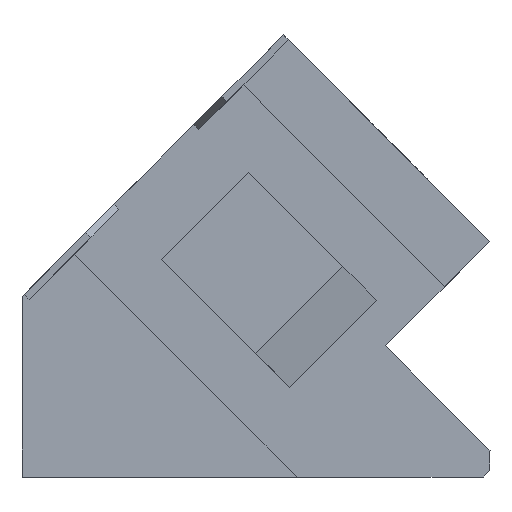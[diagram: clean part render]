
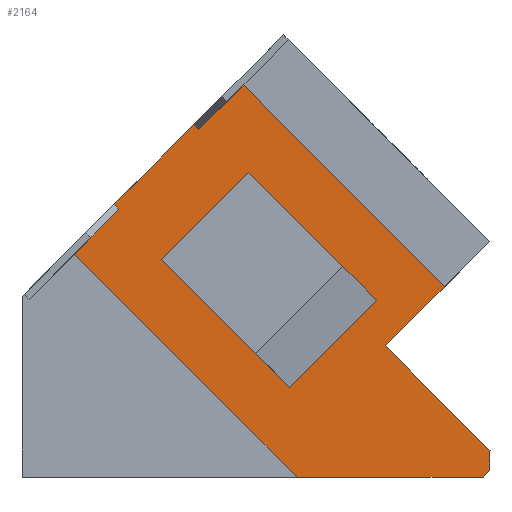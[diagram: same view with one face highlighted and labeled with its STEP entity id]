
A CAD part, left-side view. The second image highlights one B-rep face of the part: STEP entity #2164.
In plain terms, the highlighted planar face has unit normal (-1, 0, 0).
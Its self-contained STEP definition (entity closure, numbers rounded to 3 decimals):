
#2123=AXIS2_PLACEMENT_3D('Plane Axis2P3D',#2120,#2121,#2122) ;
#41=CARTESIAN_POINT('Vertex',(1.13,9.343,6.196)) ;
#57=CARTESIAN_POINT('Vertex',(1.13,6.868,8.671)) ;
#60=CARTESIAN_POINT('Line Origine',(1.13,8.106,7.433)) ;
#77=CARTESIAN_POINT('Line Origine',(1.13,7.522,4.375)) ;
#81=CARTESIAN_POINT('Vertex',(1.13,5.701,2.554)) ;
#136=CARTESIAN_POINT('Vertex',(1.13,3.227,5.029)) ;
#139=CARTESIAN_POINT('Line Origine',(1.13,5.047,6.85)) ;
#156=CARTESIAN_POINT('Line Origine',(1.13,4.464,3.792)) ;
#651=CARTESIAN_POINT('Vertex',(1.13,10.69,7.748)) ;
#654=CARTESIAN_POINT('Line Origine',(1.13,9.555,8.883)) ;
#658=CARTESIAN_POINT('Vertex',(1.13,8.42,10.018)) ;
#1195=CARTESIAN_POINT('Vertex',(1.13,0.876,5.825)) ;
#1198=CARTESIAN_POINT('Line Origine',(1.13,1.923,4.777)) ;
#1202=CARTESIAN_POINT('Vertex',(1.13,2.97,3.73)) ;
#1276=CARTESIAN_POINT('Line Origine',(1.13,1.485,2.245)) ;
#1280=CARTESIAN_POINT('Vertex',(1.13,0.,0.76)) ;
#1390=CARTESIAN_POINT('Line Origine',(1.13,8.35,9.947)) ;
#1394=CARTESIAN_POINT('Vertex',(1.13,8.279,9.876)) ;
#1422=CARTESIAN_POINT('Line Origine',(1.13,10.619,7.677)) ;
#1426=CARTESIAN_POINT('Vertex',(1.13,10.549,7.606)) ;
#1564=CARTESIAN_POINT('Vertex',(1.13,12.224,5.93)) ;
#1567=CARTESIAN_POINT('Line Origine',(1.13,11.387,6.768)) ;
#1582=CARTESIAN_POINT('Line Origine',(1.13,7.441,10.714)) ;
#1586=CARTESIAN_POINT('Vertex',(1.13,6.603,11.552)) ;
#1629=CARTESIAN_POINT('Vertex',(1.13,6.294,0.)) ;
#1634=CARTESIAN_POINT('Line Origine',(1.13,9.259,2.965)) ;
#1769=CARTESIAN_POINT('Line Origine',(1.13,3.739,8.688)) ;
#2120=CARTESIAN_POINT('Axis2P3D Location',(1.13,-2.475,2.475)) ;
#2125=CARTESIAN_POINT('Line Origine',(1.13,0.097,0.097)) ;
#2129=CARTESIAN_POINT('Vertex',(1.13,0.,0.195)) ;
#2131=CARTESIAN_POINT('Vertex',(1.13,0.195,0.)) ;
#2134=CARTESIAN_POINT('Line Origine',(1.13,0.,0.477)) ;
#2139=CARTESIAN_POINT('Line Origine',(1.13,3.244,0.)) ;
#61=DIRECTION('Vector Direction',(0.,0.707,-0.707)) ;
#78=DIRECTION('Vector Direction',(0.,-0.707,-0.707)) ;
#140=DIRECTION('Vector Direction',(0.,-0.707,-0.707)) ;
#157=DIRECTION('Vector Direction',(0.,0.707,-0.707)) ;
#655=DIRECTION('Vector Direction',(0.,-0.707,0.707)) ;
#1199=DIRECTION('Vector Direction',(0.,-0.707,0.707)) ;
#1277=DIRECTION('Vector Direction',(0.,-0.707,-0.707)) ;
#1391=DIRECTION('Vector Direction',(0.,-0.707,-0.707)) ;
#1423=DIRECTION('Vector Direction',(0.,-0.707,-0.707)) ;
#1568=DIRECTION('Vector Direction',(0.,0.707,-0.707)) ;
#1583=DIRECTION('Vector Direction',(0.,0.707,-0.707)) ;
#1635=DIRECTION('Vector Direction',(0.,0.707,0.707)) ;
#1770=DIRECTION('Vector Direction',(0.,0.707,0.707)) ;
#2121=DIRECTION('Axis2P3D Direction',(1.,0.,0.)) ;
#2122=DIRECTION('Axis2P3D XDirection',(0.,0.707,-0.707)) ;
#2126=DIRECTION('Vector Direction',(0.,0.707,-0.707)) ;
#2135=DIRECTION('Vector Direction',(0.,0.,1.)) ;
#2140=DIRECTION('Vector Direction',(0.,1.,0.)) ;
#62=VECTOR('Line Direction',#61,1.) ;
#79=VECTOR('Line Direction',#78,1.) ;
#141=VECTOR('Line Direction',#140,1.) ;
#158=VECTOR('Line Direction',#157,1.) ;
#656=VECTOR('Line Direction',#655,1.) ;
#1200=VECTOR('Line Direction',#1199,1.) ;
#1278=VECTOR('Line Direction',#1277,1.) ;
#1392=VECTOR('Line Direction',#1391,1.) ;
#1424=VECTOR('Line Direction',#1423,1.) ;
#1569=VECTOR('Line Direction',#1568,1.) ;
#1584=VECTOR('Line Direction',#1583,1.) ;
#1636=VECTOR('Line Direction',#1635,1.) ;
#1771=VECTOR('Line Direction',#1770,1.) ;
#2127=VECTOR('Line Direction',#2126,1.) ;
#2136=VECTOR('Line Direction',#2135,1.) ;
#2141=VECTOR('Line Direction',#2140,1.) ;
#2145=ORIENTED_EDGE('',*,*,#2133,.F.) ;
#2146=ORIENTED_EDGE('',*,*,#2138,.T.) ;
#2147=ORIENTED_EDGE('',*,*,#1282,.F.) ;
#2148=ORIENTED_EDGE('',*,*,#1204,.T.) ;
#2149=ORIENTED_EDGE('',*,*,#1773,.T.) ;
#2150=ORIENTED_EDGE('',*,*,#1588,.F.) ;
#2151=ORIENTED_EDGE('',*,*,#1396,.F.) ;
#2152=ORIENTED_EDGE('',*,*,#660,.F.) ;
#2153=ORIENTED_EDGE('',*,*,#1428,.T.) ;
#2154=ORIENTED_EDGE('',*,*,#1571,.F.) ;
#2155=ORIENTED_EDGE('',*,*,#1638,.F.) ;
#2156=ORIENTED_EDGE('',*,*,#2143,.F.) ;
#2159=ORIENTED_EDGE('',*,*,#160,.T.) ;
#2160=ORIENTED_EDGE('',*,*,#83,.T.) ;
#2161=ORIENTED_EDGE('',*,*,#64,.F.) ;
#2162=ORIENTED_EDGE('',*,*,#143,.F.) ;
#2163=FACE_BOUND('',#2158,.T.) ;
#2164=ADVANCED_FACE('Hauptkoerper',(#2157,#2163),#2124,.F.) ;
#64=EDGE_CURVE('',#58,#42,#63,.T.) ;
#83=EDGE_CURVE('',#82,#42,#80,.F.) ;
#143=EDGE_CURVE('',#137,#58,#142,.F.) ;
#160=EDGE_CURVE('',#137,#82,#159,.T.) ;
#660=EDGE_CURVE('',#652,#659,#657,.T.) ;
#1204=EDGE_CURVE('',#1203,#1196,#1201,.T.) ;
#1282=EDGE_CURVE('',#1203,#1281,#1279,.T.) ;
#1396=EDGE_CURVE('',#659,#1395,#1393,.T.) ;
#1428=EDGE_CURVE('',#652,#1427,#1425,.T.) ;
#1571=EDGE_CURVE('',#1565,#1427,#1570,.F.) ;
#1588=EDGE_CURVE('',#1395,#1587,#1585,.F.) ;
#1638=EDGE_CURVE('',#1630,#1565,#1637,.T.) ;
#1773=EDGE_CURVE('',#1196,#1587,#1772,.T.) ;
#2133=EDGE_CURVE('',#2130,#2132,#2128,.T.) ;
#2138=EDGE_CURVE('',#2130,#1281,#2137,.T.) ;
#2143=EDGE_CURVE('',#2132,#1630,#2142,.T.) ;
#2144=EDGE_LOOP('',(#2145,#2146,#2147,#2148,#2149,#2150,#2151,#2152,#2153,#2154,#2155,#2156)) ;
#2158=EDGE_LOOP('',(#2159,#2160,#2161,#2162)) ;
#2157=FACE_OUTER_BOUND('',#2144,.T.) ;
#63=LINE('Line',#60,#62) ;
#80=LINE('Line',#77,#79) ;
#142=LINE('Line',#139,#141) ;
#159=LINE('Line',#156,#158) ;
#657=LINE('Line',#654,#656) ;
#1201=LINE('Line',#1198,#1200) ;
#1279=LINE('Line',#1276,#1278) ;
#1393=LINE('Line',#1390,#1392) ;
#1425=LINE('Line',#1422,#1424) ;
#1570=LINE('Line',#1567,#1569) ;
#1585=LINE('Line',#1582,#1584) ;
#1637=LINE('Line',#1634,#1636) ;
#1772=LINE('Line',#1769,#1771) ;
#2128=LINE('Line',#2125,#2127) ;
#2137=LINE('Line',#2134,#2136) ;
#2142=LINE('Line',#2139,#2141) ;
#2124=PLANE('',#2123) ;
#42=VERTEX_POINT('',#41) ;
#58=VERTEX_POINT('',#57) ;
#82=VERTEX_POINT('',#81) ;
#137=VERTEX_POINT('',#136) ;
#652=VERTEX_POINT('',#651) ;
#659=VERTEX_POINT('',#658) ;
#1196=VERTEX_POINT('',#1195) ;
#1203=VERTEX_POINT('',#1202) ;
#1281=VERTEX_POINT('',#1280) ;
#1395=VERTEX_POINT('',#1394) ;
#1427=VERTEX_POINT('',#1426) ;
#1565=VERTEX_POINT('',#1564) ;
#1587=VERTEX_POINT('',#1586) ;
#1630=VERTEX_POINT('',#1629) ;
#2130=VERTEX_POINT('',#2129) ;
#2132=VERTEX_POINT('',#2131) ;
